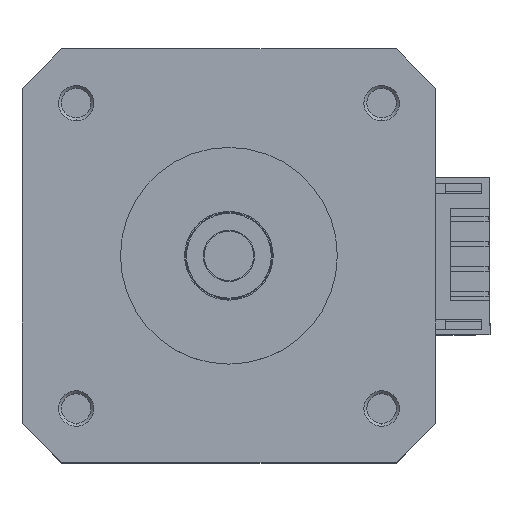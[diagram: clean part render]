
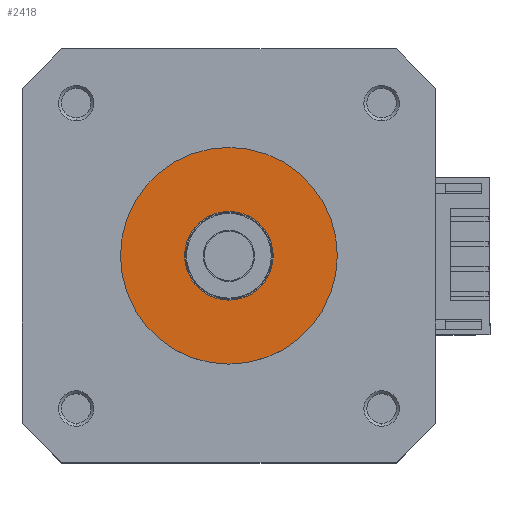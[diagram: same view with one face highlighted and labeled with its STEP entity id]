
A CAD part, top view. The second image highlights one B-rep face of the part: STEP entity #2418.
In plain terms, the highlighted planar face has unit normal (0, 0, 1).
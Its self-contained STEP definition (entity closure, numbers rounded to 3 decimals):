
#241 = FACE_BOUND ( 'NONE', #854, .T. ) ;
#388 = VERTEX_POINT ( 'NONE', #1862 ) ;
#412 = DIRECTION ( 'NONE',  ( 0., 1., 0. ) ) ;
#547 = EDGE_CURVE ( 'NONE', #919, #4695, #1464, .T. ) ;
#854 = EDGE_LOOP ( 'NONE', ( #1493, #5317 ) ) ;
#919 = VERTEX_POINT ( 'NONE', #4622 ) ;
#924 = ORIENTED_EDGE ( 'NONE', *, *, #547, .T. ) ;
#1331 = CIRCLE ( 'NONE', #4842, 4.5 ) ;
#1342 = AXIS2_PLACEMENT_3D ( 'NONE', #1966, #3828, #4251 ) ;
#1388 = DIRECTION ( 'NONE',  ( 0., 0., 1. ) ) ;
#1464 = CIRCLE ( 'NONE', #2124, 11. ) ;
#1493 = ORIENTED_EDGE ( 'NONE', *, *, #2202, .F. ) ;
#1583 = DIRECTION ( 'NONE',  ( 0., 0., 1. ) ) ;
#1825 = EDGE_CURVE ( 'NONE', #4695, #919, #1834, .T. ) ;
#1834 = CIRCLE ( 'NONE', #4274, 11. ) ;
#1862 = CARTESIAN_POINT ( 'NONE',  ( -2.75, 1.75, 25. ) ) ;
#1891 = DIRECTION ( 'NONE',  ( 0., 0., 1. ) ) ;
#1966 = CARTESIAN_POINT ( 'NONE',  ( -2.75, -2.75, 25. ) ) ;
#2122 = DIRECTION ( 'NONE',  ( 0., 1., 0. ) ) ;
#2124 = AXIS2_PLACEMENT_3D ( 'NONE', #5717, #1891, #5150 ) ;
#2185 = CARTESIAN_POINT ( 'NONE',  ( -2.75, -2.75, 25. ) ) ;
#2202 = EDGE_CURVE ( 'NONE', #388, #4602, #1331, .T. ) ;
#2253 = DIRECTION ( 'NONE',  ( 0., 1., 0. ) ) ;
#2418 = ADVANCED_FACE ( 'NONE', ( #241, #5268 ), #3906, .T. ) ;
#2944 = EDGE_CURVE ( 'NONE', #4602, #388, #4267, .T. ) ;
#3188 = CARTESIAN_POINT ( 'NONE',  ( -2.75, -2.75, 25. ) ) ;
#3264 = ORIENTED_EDGE ( 'NONE', *, *, #1825, .T. ) ;
#3398 = CARTESIAN_POINT ( 'NONE',  ( -2.75, -13.75, 25. ) ) ;
#3454 = CARTESIAN_POINT ( 'NONE',  ( -2.75, -7.25, 25. ) ) ;
#3828 = DIRECTION ( 'NONE',  ( 0., 0., 1. ) ) ;
#3906 = PLANE ( 'NONE',  #4548 ) ;
#4060 = DIRECTION ( 'NONE',  ( 0., 0., 1. ) ) ;
#4177 = EDGE_LOOP ( 'NONE', ( #3264, #924 ) ) ;
#4251 = DIRECTION ( 'NONE',  ( 0., 1., 0. ) ) ;
#4267 = CIRCLE ( 'NONE', #1342, 4.5 ) ;
#4274 = AXIS2_PLACEMENT_3D ( 'NONE', #3188, #1388, #412 ) ;
#4548 = AXIS2_PLACEMENT_3D ( 'NONE', #5751, #1583, #2122 ) ;
#4602 = VERTEX_POINT ( 'NONE', #3454 ) ;
#4622 = CARTESIAN_POINT ( 'NONE',  ( -2.75, 8.25, 25. ) ) ;
#4695 = VERTEX_POINT ( 'NONE', #3398 ) ;
#4842 = AXIS2_PLACEMENT_3D ( 'NONE', #2185, #4060, #2253 ) ;
#5150 = DIRECTION ( 'NONE',  ( 0., 1., 0. ) ) ;
#5268 = FACE_OUTER_BOUND ( 'NONE', #4177, .T. ) ;
#5317 = ORIENTED_EDGE ( 'NONE', *, *, #2944, .F. ) ;
#5717 = CARTESIAN_POINT ( 'NONE',  ( -2.75, -2.75, 25. ) ) ;
#5751 = CARTESIAN_POINT ( 'NONE',  ( -2.75, -2.75, 25. ) ) ;
